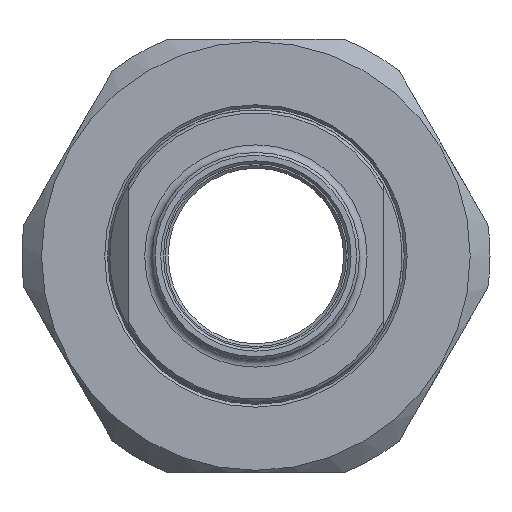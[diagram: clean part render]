
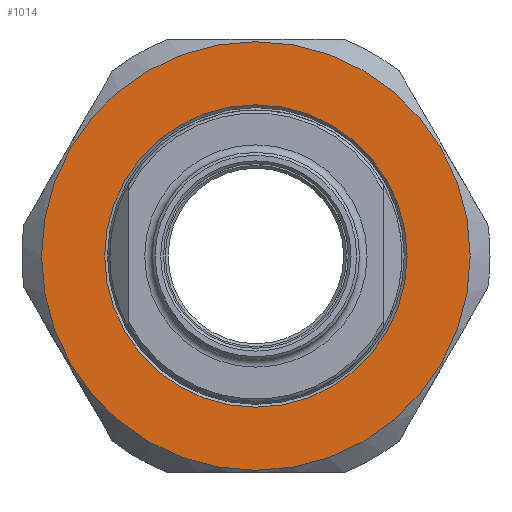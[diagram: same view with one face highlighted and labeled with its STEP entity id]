
A CAD part, left-side view. The second image highlights one B-rep face of the part: STEP entity #1014.
In plain terms, the highlighted planar face has unit normal (-1, 0, 0).
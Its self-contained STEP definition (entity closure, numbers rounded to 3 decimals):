
#40=FACE_BOUND('',#195,.T.);
#96=PLANE('',#1173);
#132=FACE_OUTER_BOUND('',#194,.T.);
#194=EDGE_LOOP('',(#776));
#195=EDGE_LOOP('',(#777));
#364=CIRCLE('',#1153,22.75);
#374=CIRCLE('',#1172,16.05);
#452=VERTEX_POINT('',#1722);
#461=VERTEX_POINT('',#1757);
#565=EDGE_CURVE('',#452,#452,#364,.T.);
#579=EDGE_CURVE('',#461,#461,#374,.T.);
#776=ORIENTED_EDGE('',*,*,#565,.T.);
#777=ORIENTED_EDGE('',*,*,#579,.F.);
#1014=ADVANCED_FACE('',(#132,#40),#96,.T.);
#1153=AXIS2_PLACEMENT_3D('',#1724,#1341,#1342);
#1172=AXIS2_PLACEMENT_3D('',#1758,#1382,#1383);
#1173=AXIS2_PLACEMENT_3D('',#1760,#1385,#1386);
#1341=DIRECTION('center_axis',(-1.,0.,0.));
#1342=DIRECTION('ref_axis',(0.,1.,0.));
#1382=DIRECTION('center_axis',(-1.,0.,0.));
#1383=DIRECTION('ref_axis',(0.,0.,-1.));
#1385=DIRECTION('center_axis',(-1.,0.,0.));
#1386=DIRECTION('ref_axis',(0.,0.,1.));
#1722=CARTESIAN_POINT('',(-19.,-22.75,0.));
#1724=CARTESIAN_POINT('Origin',(-19.,0.,0.));
#1757=CARTESIAN_POINT('',(-19.,0.,16.05));
#1758=CARTESIAN_POINT('Origin',(-19.,0.,0.));
#1760=CARTESIAN_POINT('Origin',(-19.,0.,0.));
